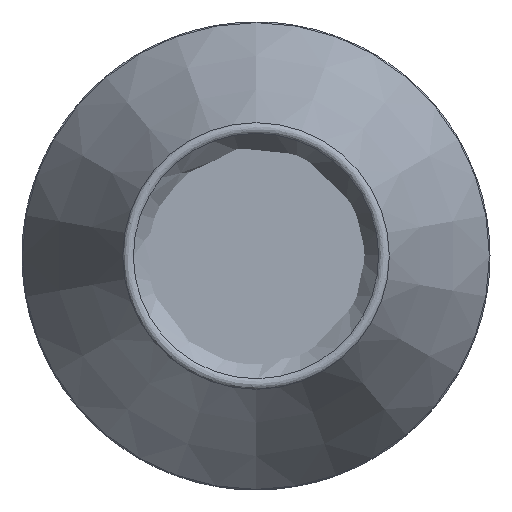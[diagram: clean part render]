
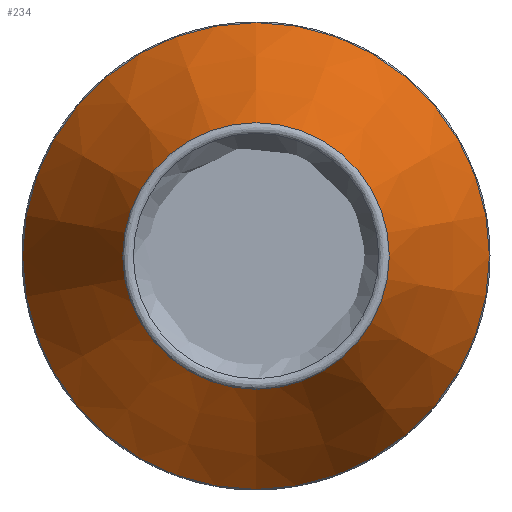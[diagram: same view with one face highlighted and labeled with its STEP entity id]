
A CAD part, left-side view. The second image highlights one B-rep face of the part: STEP entity #234.
In plain terms, the highlighted conical face has half-angle 25 degrees and reference radius 8.5 mm.
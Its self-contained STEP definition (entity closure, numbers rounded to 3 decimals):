
#157=CONICAL_SURFACE('',#419,8.5,25.);
#208=FACE_BOUND('',#273,.T.);
#209=FACE_BOUND('',#274,.T.);
#234=ADVANCED_FACE('',(#208,#209),#157,.T.);
#273=EDGE_LOOP('',(#313));
#274=EDGE_LOOP('',(#314));
#313=ORIENTED_EDGE('',*,*,#359,.F.);
#314=ORIENTED_EDGE('',*,*,#357,.T.);
#337=VERTEX_POINT('',#562);
#339=VERTEX_POINT('',#568);
#357=EDGE_CURVE('',#337,#337,#377,.T.);
#359=EDGE_CURVE('',#339,#339,#380,.T.);
#377=CIRCLE('',#415,8.5);
#380=CIRCLE('',#418,14.887);
#415=AXIS2_PLACEMENT_3D('',#561,#484,#485);
#418=AXIS2_PLACEMENT_3D('',#567,#491,#492);
#419=AXIS2_PLACEMENT_3D('',#569,#493,#494);
#484=DIRECTION('',(1.,0.,0.));
#485=DIRECTION('',(0.,0.,-1.));
#491=DIRECTION('',(1.,0.,0.));
#492=DIRECTION('',(0.,0.,-1.));
#493=DIRECTION('',(1.,0.,0.));
#494=DIRECTION('',(0.,0.,-1.));
#561=CARTESIAN_POINT('',(0.233,0.,0.));
#562=CARTESIAN_POINT('',(0.233,0.,-8.5));
#567=CARTESIAN_POINT('',(13.929,0.,0.));
#568=CARTESIAN_POINT('',(13.929,0.,-14.887));
#569=CARTESIAN_POINT('',(0.233,0.,0.));
